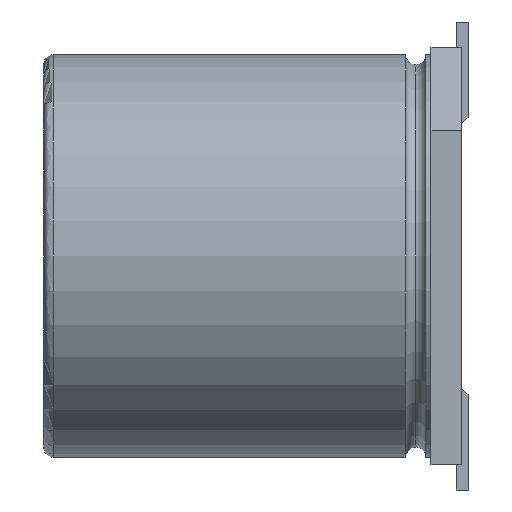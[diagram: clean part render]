
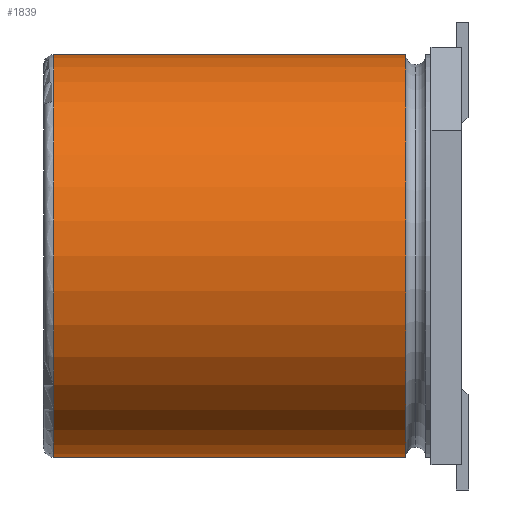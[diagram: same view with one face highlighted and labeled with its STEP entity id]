
A CAD part, left-side view. The second image highlights one B-rep face of the part: STEP entity #1839.
In plain terms, the highlighted cylindrical face has radius 8 mm (diameter 16 mm), a partial arc.
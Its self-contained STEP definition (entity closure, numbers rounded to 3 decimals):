
#5 = CARTESIAN_POINT ( 'NONE',  ( 0., 22.223, -8. ) ) ;
#79 = VECTOR ( 'NONE', #1529, 1000. ) ;
#221 = EDGE_CURVE ( 'NONE', #1371, #1796, #597, .T. ) ;
#355 = DIRECTION ( 'NONE',  ( 0., 1., 0. ) ) ;
#542 = ORIENTED_EDGE ( 'NONE', *, *, #221, .F. ) ;
#597 = LINE ( 'NONE', #5, #79 ) ;
#599 = AXIS2_PLACEMENT_3D ( 'NONE', #1502, #1148, #1301 ) ;
#611 = DIRECTION ( 'NONE',  ( 0., 1., 0. ) ) ;
#649 = CYLINDRICAL_SURFACE ( 'NONE', #697, 8. ) ;
#697 = AXIS2_PLACEMENT_3D ( 'NONE', #1619, #611, #1400 ) ;
#730 = VERTEX_POINT ( 'NONE', #1646 ) ;
#753 = ORIENTED_EDGE ( 'NONE', *, *, #880, .T. ) ;
#854 = FACE_OUTER_BOUND ( 'NONE', #1764, .T. ) ;
#857 = VERTEX_POINT ( 'NONE', #1992 ) ;
#876 = VECTOR ( 'NONE', #1407, 1000. ) ;
#880 = EDGE_CURVE ( 'NONE', #857, #730, #2498, .T. ) ;
#1088 = EDGE_CURVE ( 'NONE', #1371, #857, #2263, .T. ) ;
#1148 = DIRECTION ( 'NONE',  ( 0., 1., 0. ) ) ;
#1160 = CARTESIAN_POINT ( 'NONE',  ( 0., 2.2, 0. ) ) ;
#1184 = ORIENTED_EDGE ( 'NONE', *, *, #2144, .F. ) ;
#1223 = CIRCLE ( 'NONE', #599, 8. ) ;
#1301 = DIRECTION ( 'NONE',  ( 0., 0., 1. ) ) ;
#1363 = DIRECTION ( 'NONE',  ( 0., 0., 1. ) ) ;
#1371 = VERTEX_POINT ( 'NONE', #1528 ) ;
#1400 = DIRECTION ( 'NONE',  ( 0., 0., 1. ) ) ;
#1407 = DIRECTION ( 'NONE',  ( 0., 1., 0. ) ) ;
#1502 = CARTESIAN_POINT ( 'NONE',  ( 0., 16.2, 0. ) ) ;
#1528 = CARTESIAN_POINT ( 'NONE',  ( 0., 2.2, -8. ) ) ;
#1529 = DIRECTION ( 'NONE',  ( 0., 1., 0. ) ) ;
#1600 = ORIENTED_EDGE ( 'NONE', *, *, #1088, .T. ) ;
#1606 = AXIS2_PLACEMENT_3D ( 'NONE', #1160, #355, #1363 ) ;
#1619 = CARTESIAN_POINT ( 'NONE',  ( 0., 22.223, 0. ) ) ;
#1646 = CARTESIAN_POINT ( 'NONE',  ( 0., 16.2, 8. ) ) ;
#1764 = EDGE_LOOP ( 'NONE', ( #542, #1600, #753, #1184 ) ) ;
#1796 = VERTEX_POINT ( 'NONE', #1803 ) ;
#1803 = CARTESIAN_POINT ( 'NONE',  ( 0., 16.2, -8. ) ) ;
#1839 = ADVANCED_FACE ( 'NONE', ( #854 ), #649, .T. ) ;
#1992 = CARTESIAN_POINT ( 'NONE',  ( 0., 2.2, 8. ) ) ;
#2144 = EDGE_CURVE ( 'NONE', #1796, #730, #1223, .T. ) ;
#2156 = CARTESIAN_POINT ( 'NONE',  ( 0., 22.223, 8. ) ) ;
#2263 = CIRCLE ( 'NONE', #1606, 8. ) ;
#2498 = LINE ( 'NONE', #2156, #876 ) ;
